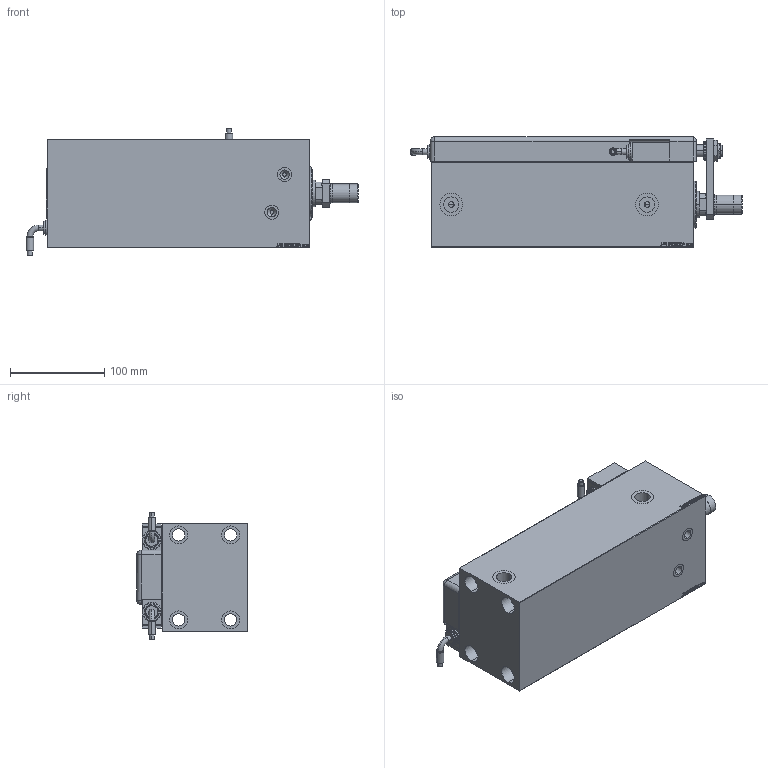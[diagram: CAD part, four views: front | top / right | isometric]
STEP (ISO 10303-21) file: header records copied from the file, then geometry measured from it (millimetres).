
FILE_DESCRIPTION (( 'STEP AP203' ), '1' );
FILE_NAME ('3d5a.STEP', '2022-04-17T16:03:38', ( '' ), ( '' ), 'SwSTEP 2.0', 'SolidWorks 2019', '' );
FILE_SCHEMA (( 'CONFIG_CONTROL_DESIGN' ));
Length unit declared in the file: millimetre
Products named in the file (14): TYC dcfb4c8db56c86278f6602f1e89d5190; SWITCH DIM A_G dcfb4c8db56c86278f6602f1e89d5190; 3d5a; V450CP_VC_B dcfb4c8db56c86278f6602f1e89d5190; SWITCH Q dcfb4c8db56c86278f6602f1e89d5190; V450CP_C dcfb4c8db56c86278f6602f1e89d5190; V450CP_B_VCP dcfb4c8db56c86278f6602f1e89d5190; NUT_D13 dcfb4c8db56c86278f6602f1e89d5190; SWITCH_Q_FRONT_BACK dcfb4c8db56c86278f6602f1e89d5190; NUT_D19 dcfb4c8db56c86278f6602f1e89d5190; MAGNETIC SWITCH Q dcfb4c8db56c86278f6602f1e89d5190; KRYT dcfb4c8db56c86278f6602f1e89d5190; V450CM_MALE_METRIC dcfb4c8db56c86278f6602f1e89d5190; ZARAZKA_Q dcfb4c8db56c86278f6602f1e89d5190
Assembly tree (15 placements, depth 3):
  3d5a
    V450CP_C dcfb4c8db56c86278f6602f1e89d5190
    MAGNETIC SWITCH Q dcfb4c8db56c86278f6602f1e89d5190
      SWITCH_Q_FRONT_BACK dcfb4c8db56c86278f6602f1e89d5190
      TYC dcfb4c8db56c86278f6602f1e89d5190
      ZARAZKA_Q dcfb4c8db56c86278f6602f1e89d5190
      SWITCH DIM A_G dcfb4c8db56c86278f6602f1e89d5190
      NUT_D19 dcfb4c8db56c86278f6602f1e89d5190
      NUT_D13 dcfb4c8db56c86278f6602f1e89d5190
      KRYT dcfb4c8db56c86278f6602f1e89d5190
      SWITCH Q dcfb4c8db56c86278f6602f1e89d5190  x2
    V450CM_MALE_METRIC dcfb4c8db56c86278f6602f1e89d5190  x2
    V450CP_B_VCP dcfb4c8db56c86278f6602f1e89d5190
    V450CP_VC_B dcfb4c8db56c86278f6602f1e89d5190
Bounding box: 351.76 x 116.8 x 135.01 mm (x, y, z)
Volume: 2507801.9 mm3; surface area: 398540.6 mm2
Topology: 15 solids, 15 shells, 1328 faces, 3329 edges, 2187 vertices
Faces by surface type: plane 632, bspline 475, cylinder 147, cone 46, torus 26, sphere 2
Entity records: 62490 total; most frequent: CARTESIAN_POINT 33602, ORIENTED_EDGE 6350, DIRECTION 4141, EDGE_CURVE 3175, VERTEX_POINT 2094, VECTOR 1865, LINE 1865, EDGE_LOOP 1441
